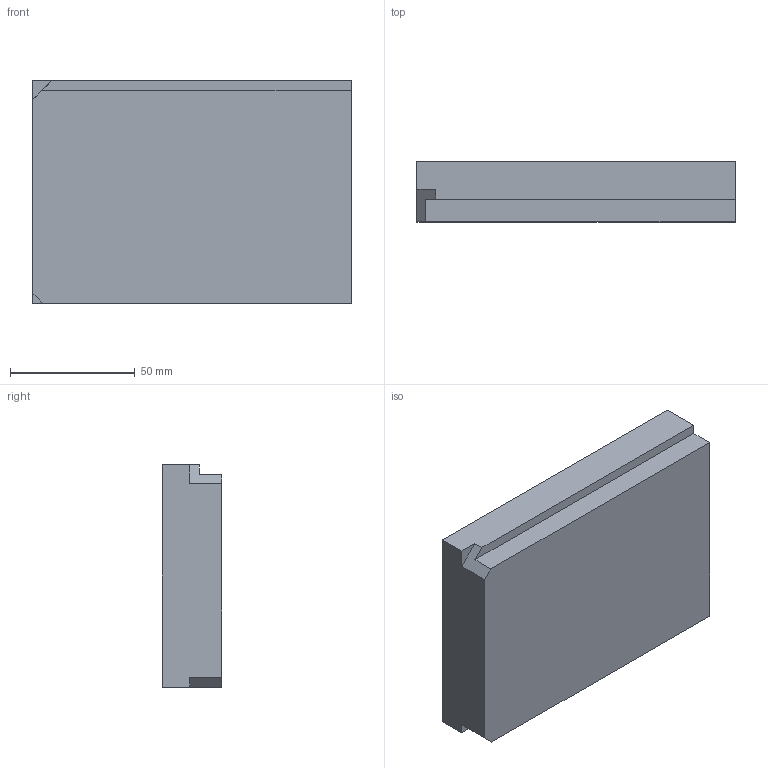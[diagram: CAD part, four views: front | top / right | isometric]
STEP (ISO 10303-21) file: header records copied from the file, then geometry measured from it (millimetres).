
FILE_DESCRIPTION (( 'STEP AP214' ), '1' );
FILE_NAME ('tipsholder Sartorius 200µl.STEP', '2019-02-17T15:59:49', ( '' ), ( '' ), 'SwSTEP 2.0', 'SolidWorks 2018', '' );
FILE_SCHEMA (( 'AUTOMOTIVE_DESIGN' ));
Length unit declared in the file: millimetre
Products named in the file (1): tipsholder Sartorius 200痞
Bounding box: 127.7 x 24 x 89.3 mm (x, y, z)
Volume: 184093.4 mm3; surface area: 36506.5 mm2
Topology: 1 solids, 1 shells, 21 faces, 54 edges, 36 vertices
Faces by surface type: plane 17, cylinder 4
Entity records: 670 total; most frequent: CARTESIAN_POINT 112, ORIENTED_EDGE 108, DIRECTION 106, EDGE_CURVE 54, VECTOR 46, LINE 46, VERTEX_POINT 36, AXIS2_PLACEMENT_3D 30
